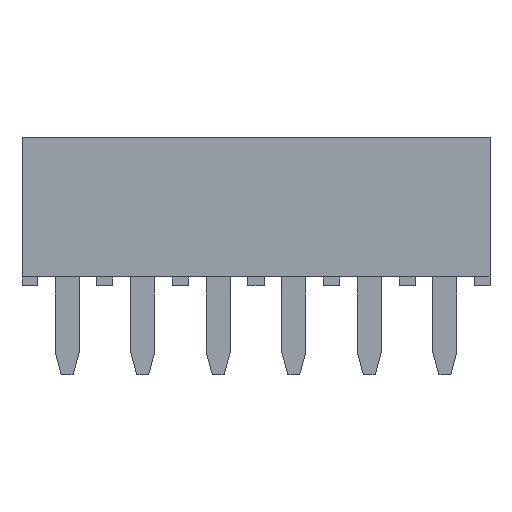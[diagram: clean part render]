
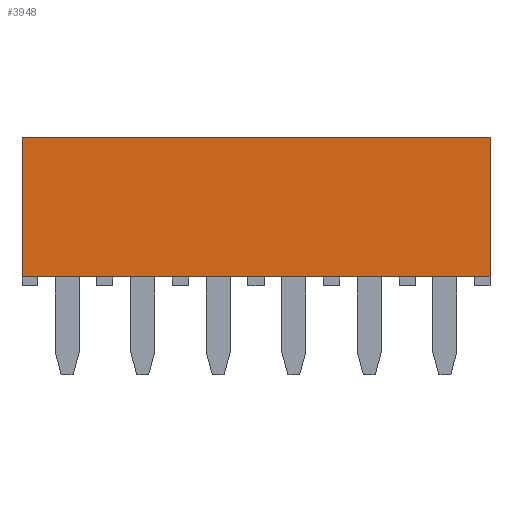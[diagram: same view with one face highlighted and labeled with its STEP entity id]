
A CAD part, top view. The second image highlights one B-rep face of the part: STEP entity #3948.
In plain terms, the highlighted planar face has unit normal (0, 0, 1).
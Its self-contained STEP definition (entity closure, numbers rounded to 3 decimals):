
#186=FACE_OUTER_BOUND('',#422,.T.);
#422=EDGE_LOOP('',(#2871,#2872,#2873,#2874));
#630=LINE('',#5380,#1170);
#644=LINE('',#5408,#1184);
#765=LINE('',#5661,#1305);
#813=LINE('',#5763,#1353);
#1170=VECTOR('',#4379,10.);
#1184=VECTOR('',#4401,51.3);
#1305=VECTOR('',#4548,4.7);
#1353=VECTOR('',#4658,51.3);
#1704=VERTEX_POINT('',#5366);
#1710=VERTEX_POINT('',#5378);
#1720=VERTEX_POINT('',#5407);
#1839=VERTEX_POINT('',#5660);
#2062=EDGE_CURVE('',#1704,#1710,#630,.T.);
#2076=EDGE_CURVE('',#1720,#1704,#644,.T.);
#2197=EDGE_CURVE('',#1839,#1720,#765,.T.);
#2245=EDGE_CURVE('',#1839,#1710,#813,.T.);
#2871=ORIENTED_EDGE('',*,*,#2062,.T.);
#2872=ORIENTED_EDGE('',*,*,#2245,.F.);
#2873=ORIENTED_EDGE('',*,*,#2197,.T.);
#2874=ORIENTED_EDGE('',*,*,#2076,.T.);
#3723=PLANE('',#4188);
#3948=ADVANCED_FACE('',(#186),#3723,.T.);
#4188=AXIS2_PLACEMENT_3D('',#5762,#4656,#4657);
#4379=DIRECTION('',(0.,1.,0.));
#4401=DIRECTION('',(1.,0.,0.));
#4548=DIRECTION('',(0.,-1.,0.));
#4656=DIRECTION('center_axis',(0.,0.,1.));
#4657=DIRECTION('ref_axis',(0.,-1.,0.));
#4658=DIRECTION('',(1.,0.,0.));
#5366=CARTESIAN_POINT('',(-9.91,0.3,1.25));
#5378=CARTESIAN_POINT('',(-9.91,5.,1.25));
#5380=CARTESIAN_POINT('',(-9.91,3.9,1.25));
#5407=CARTESIAN_POINT('',(-25.65,0.3,1.25));
#5408=CARTESIAN_POINT('',(-25.65,0.3,1.25));
#5660=CARTESIAN_POINT('',(-25.65,5.,1.25));
#5661=CARTESIAN_POINT('',(-25.65,5.,1.25));
#5762=CARTESIAN_POINT('Origin',(-25.65,5.,1.25));
#5763=CARTESIAN_POINT('',(-25.65,5.,1.25));
